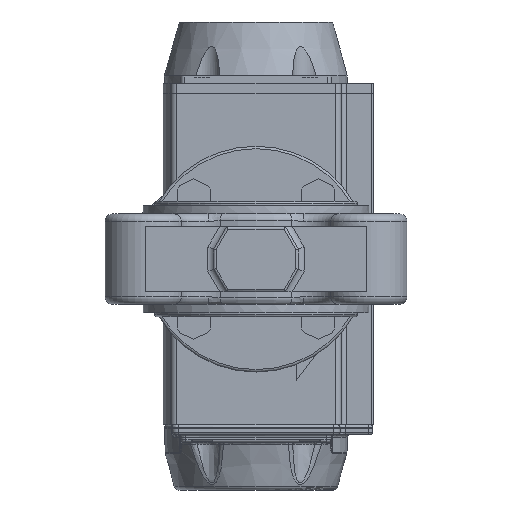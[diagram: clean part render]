
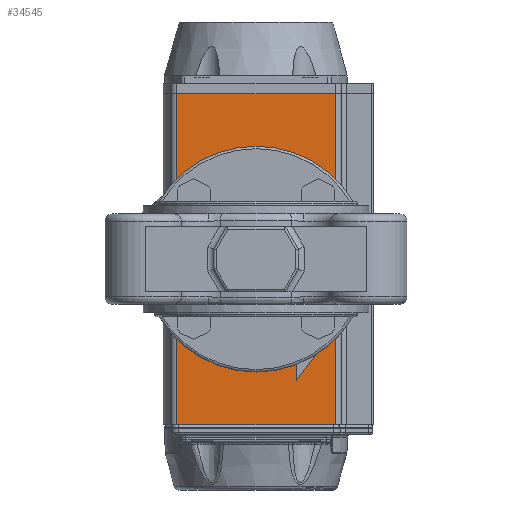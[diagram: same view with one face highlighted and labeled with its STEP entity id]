
A CAD part, front view. The second image highlights one B-rep face of the part: STEP entity #34545.
In plain terms, the highlighted planar face has unit normal (0, -1, 0).
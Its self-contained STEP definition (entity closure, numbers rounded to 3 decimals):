
#3108=PLANE('',#38487);
#4937=LINE('',#78909,#6779);
#4939=LINE('',#78916,#6781);
#4951=LINE('',#78968,#6793);
#4952=LINE('',#78974,#6794);
#6779=VECTOR('',#47079,1000.);
#6781=VECTOR('',#47085,1000.);
#6793=VECTOR('',#47131,1000.);
#6794=VECTOR('',#47134,1000.);
#16548=ORIENTED_EDGE('',*,*,#21568,.F.);
#16549=ORIENTED_EDGE('',*,*,#21598,.T.);
#16550=ORIENTED_EDGE('',*,*,#21571,.T.);
#16551=ORIENTED_EDGE('',*,*,#21596,.F.);
#16552=ORIENTED_EDGE('',*,*,#21464,.T.);
#16553=ORIENTED_EDGE('',*,*,#21489,.T.);
#16554=ORIENTED_EDGE('',*,*,#21491,.T.);
#16555=ORIENTED_EDGE('',*,*,#21493,.T.);
#16556=ORIENTED_EDGE('',*,*,#21495,.T.);
#16557=ORIENTED_EDGE('',*,*,#21497,.T.);
#16558=ORIENTED_EDGE('',*,*,#21499,.T.);
#16559=ORIENTED_EDGE('',*,*,#21501,.T.);
#16560=ORIENTED_EDGE('',*,*,#21503,.T.);
#21464=EDGE_CURVE('',#24782,#24782,#26462,.T.);
#21489=EDGE_CURVE('',#24807,#24807,#26487,.T.);
#21491=EDGE_CURVE('',#24809,#24809,#26489,.T.);
#21493=EDGE_CURVE('',#24811,#24811,#26491,.T.);
#21495=EDGE_CURVE('',#24813,#24813,#26493,.T.);
#21497=EDGE_CURVE('',#24815,#24815,#26495,.T.);
#21499=EDGE_CURVE('',#24817,#24817,#26497,.T.);
#21501=EDGE_CURVE('',#24819,#24819,#26499,.T.);
#21503=EDGE_CURVE('',#24821,#24821,#26501,.T.);
#21568=EDGE_CURVE('',#24899,#24874,#4937,.T.);
#21571=EDGE_CURVE('',#24903,#24902,#4939,.T.);
#21596=EDGE_CURVE('',#24874,#24902,#4951,.T.);
#21598=EDGE_CURVE('',#24899,#24903,#4952,.T.);
#24782=VERTEX_POINT('',#78623);
#24807=VERTEX_POINT('',#78686);
#24809=VERTEX_POINT('',#78691);
#24811=VERTEX_POINT('',#78696);
#24813=VERTEX_POINT('',#78701);
#24815=VERTEX_POINT('',#78706);
#24817=VERTEX_POINT('',#78711);
#24819=VERTEX_POINT('',#78716);
#24821=VERTEX_POINT('',#78721);
#24874=VERTEX_POINT('',#78858);
#24899=VERTEX_POINT('',#78908);
#24902=VERTEX_POINT('',#78915);
#24903=VERTEX_POINT('',#78917);
#26462=CIRCLE('',#38316,14.635);
#26487=CIRCLE('',#38354,3.324);
#26489=CIRCLE('',#38357,3.324);
#26491=CIRCLE('',#38360,3.324);
#26493=CIRCLE('',#38363,3.324);
#26495=CIRCLE('',#38366,2.459);
#26497=CIRCLE('',#38369,2.459);
#26499=CIRCLE('',#38372,2.459);
#26501=CIRCLE('',#38375,2.459);
#29137=EDGE_LOOP('',(#16548,#16549,#16550,#16551));
#29138=EDGE_LOOP('',(#16552));
#29139=EDGE_LOOP('',(#16553));
#29140=EDGE_LOOP('',(#16554));
#29141=EDGE_LOOP('',(#16555));
#29142=EDGE_LOOP('',(#16556));
#29143=EDGE_LOOP('',(#16557));
#29144=EDGE_LOOP('',(#16558));
#29145=EDGE_LOOP('',(#16559));
#29146=EDGE_LOOP('',(#16560));
#31791=FACE_BOUND('',#29137,.T.);
#31792=FACE_BOUND('',#29138,.T.);
#31793=FACE_BOUND('',#29139,.T.);
#31794=FACE_BOUND('',#29140,.T.);
#31795=FACE_BOUND('',#29141,.T.);
#31796=FACE_BOUND('',#29142,.T.);
#31797=FACE_BOUND('',#29143,.T.);
#31798=FACE_BOUND('',#29144,.T.);
#31799=FACE_BOUND('',#29145,.T.);
#31800=FACE_BOUND('',#29146,.T.);
#34545=ADVANCED_FACE('',(#31791,#31792,#31793,#31794,#31795,#31796,#31797,
#31798,#31799,#31800),#3108,.T.);
#38316=AXIS2_PLACEMENT_3D('',#78622,#46762,#46763);
#38354=AXIS2_PLACEMENT_3D('',#78685,#46838,#46839);
#38357=AXIS2_PLACEMENT_3D('',#78690,#46844,#46845);
#38360=AXIS2_PLACEMENT_3D('',#78695,#46850,#46851);
#38363=AXIS2_PLACEMENT_3D('',#78700,#46856,#46857);
#38366=AXIS2_PLACEMENT_3D('',#78705,#46862,#46863);
#38369=AXIS2_PLACEMENT_3D('',#78710,#46868,#46869);
#38372=AXIS2_PLACEMENT_3D('',#78715,#46874,#46875);
#38375=AXIS2_PLACEMENT_3D('',#78720,#46880,#46881);
#38487=AXIS2_PLACEMENT_3D('',#78973,#47132,#47133);
#46762=DIRECTION('',(0.,1.,0.));
#46763=DIRECTION('',(1.,0.,0.));
#46838=DIRECTION('',(0.,1.,0.));
#46839=DIRECTION('',(1.,0.,0.));
#46844=DIRECTION('',(0.,1.,0.));
#46845=DIRECTION('',(1.,0.,0.));
#46850=DIRECTION('',(0.,1.,0.));
#46851=DIRECTION('',(1.,0.,0.));
#46856=DIRECTION('',(0.,1.,0.));
#46857=DIRECTION('',(1.,0.,0.));
#46862=DIRECTION('',(0.,1.,0.));
#46863=DIRECTION('',(1.,0.,0.));
#46868=DIRECTION('',(0.,1.,0.));
#46869=DIRECTION('',(1.,0.,0.));
#46874=DIRECTION('',(0.,1.,0.));
#46875=DIRECTION('',(1.,0.,0.));
#46880=DIRECTION('',(0.,1.,0.));
#46881=DIRECTION('',(1.,0.,0.));
#47079=DIRECTION('',(1.,0.,0.));
#47085=DIRECTION('',(1.,0.,0.));
#47131=DIRECTION('',(0.,0.,-1.));
#47132=DIRECTION('',(0.,-1.,0.));
#47133=DIRECTION('',(-1.,0.,0.));
#47134=DIRECTION('',(0.,0.,-1.));
#78622=CARTESIAN_POINT('',(0.,-44.471,66.));
#78623=CARTESIAN_POINT('',(14.635,-44.471,66.));
#78685=CARTESIAN_POINT('',(-24.749,-44.471,41.251));
#78686=CARTESIAN_POINT('',(-21.425,-44.471,41.251));
#78690=CARTESIAN_POINT('',(24.749,-44.471,41.251));
#78691=CARTESIAN_POINT('',(28.072,-44.471,41.251));
#78695=CARTESIAN_POINT('',(24.749,-44.471,90.749));
#78696=CARTESIAN_POINT('',(28.072,-44.471,90.749));
#78700=CARTESIAN_POINT('',(-24.749,-44.471,90.749));
#78701=CARTESIAN_POINT('',(-21.425,-44.471,90.749));
#78705=CARTESIAN_POINT('',(-17.678,-44.471,83.678));
#78706=CARTESIAN_POINT('',(-15.219,-44.471,83.678));
#78710=CARTESIAN_POINT('',(-17.678,-44.471,48.322));
#78711=CARTESIAN_POINT('',(-15.219,-44.471,48.322));
#78715=CARTESIAN_POINT('',(17.678,-44.471,48.322));
#78716=CARTESIAN_POINT('',(20.136,-44.471,48.322));
#78720=CARTESIAN_POINT('',(17.678,-44.471,83.678));
#78721=CARTESIAN_POINT('',(20.136,-44.471,83.678));
#78858=CARTESIAN_POINT('',(31.5,-44.471,132.));
#78908=CARTESIAN_POINT('',(-31.5,-44.471,132.));
#78909=CARTESIAN_POINT('',(5.25,-44.471,132.));
#78915=CARTESIAN_POINT('',(31.5,-44.471,0.));
#78916=CARTESIAN_POINT('',(5.25,-44.471,0.));
#78917=CARTESIAN_POINT('',(-31.5,-44.471,0.));
#78968=CARTESIAN_POINT('',(31.5,-44.471,0.));
#78973=CARTESIAN_POINT('',(-31.5,-44.471,0.));
#78974=CARTESIAN_POINT('',(-31.5,-44.471,0.));
